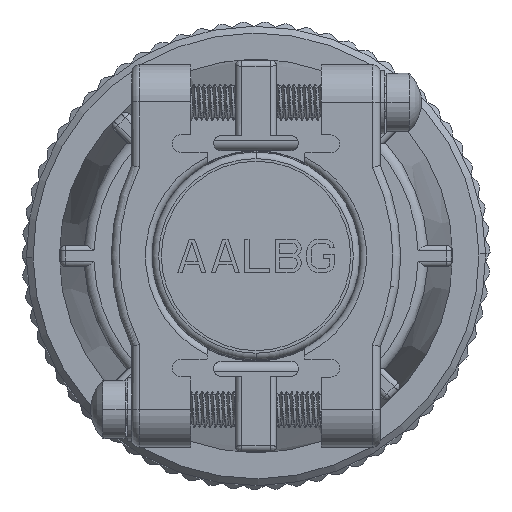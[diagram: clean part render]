
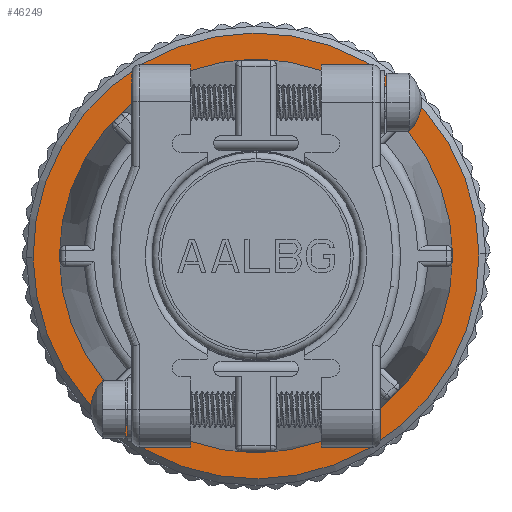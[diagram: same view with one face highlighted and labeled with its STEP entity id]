
A CAD part, front view. The second image highlights one B-rep face of the part: STEP entity #46249.
In plain terms, the highlighted planar face has unit normal (0, -1, 0).
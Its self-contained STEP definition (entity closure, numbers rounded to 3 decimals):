
#2235=CARTESIAN_POINT('',(0.,7.03,0.));
#2236=DIRECTION('',(0.,-1.,0.));
#2237=DIRECTION('',(1.,0.,0.009));
#2238=AXIS2_PLACEMENT_3D('',#2235,#2236,#2237);
#2240=CARTESIAN_POINT('',(0.,7.03,0.));
#2241=DIRECTION('',(0.,1.,0.));
#2242=DIRECTION('',(1.,0.,0.009));
#2243=AXIS2_PLACEMENT_3D('',#2240,#2241,#2242);
#2245=CARTESIAN_POINT('',(0.,7.03,0.));
#2246=DIRECTION('',(0.,1.,0.));
#2247=DIRECTION('',(1.,0.,0.009));
#2248=AXIS2_PLACEMENT_3D('',#2245,#2246,#2247);
#2371=CARTESIAN_POINT('',(0.,7.03,0.));
#2372=DIRECTION('',(0.,-1.,0.));
#2373=DIRECTION('',(1.,0.,0.009));
#2374=AXIS2_PLACEMENT_3D('',#2371,#2372,#2373);
#42954=CARTESIAN_POINT('',(20.869,7.03,0.185));
#42955=CARTESIAN_POINT('',(-20.869,7.03,-0.185));
#42956=VERTEX_POINT('',#42954);
#42957=VERTEX_POINT('',#42955);
#43646=CARTESIAN_POINT('',(25.314,7.03,0.225));
#43647=VERTEX_POINT('',#43646);
#43652=CARTESIAN_POINT('',(-25.314,7.03,-0.225));
#43653=VERTEX_POINT('',#43652);
#46234=CARTESIAN_POINT('',(0.,7.03,0.));
#46235=DIRECTION('',(0.,1.,0.));
#46236=DIRECTION('',(-1.,0.,-0.009));
#46237=AXIS2_PLACEMENT_3D('',#46234,#46235,#46236);
#46238=PLANE('846',#46237);
#46239=ORIENTED_EDGE('3953',*,*,#46199,.F.);
#46240=ORIENTED_EDGE('3950',*,*,#46222,.T.);
#46241=EDGE_LOOP('846',(#46239,#46240));
#46242=FACE_OUTER_BOUND('846',#46241,.F.);
#46244=ORIENTED_EDGE('3438',*,*,#46243,.F.);
#46246=ORIENTED_EDGE('3440',*,*,#46245,.T.);
#46247=EDGE_LOOP('846',(#46244,#46246));
#46248=FACE_BOUND('846',#46247,.F.);
#2239=CIRCLE('3953',#2238,25.315);
#2244=CIRCLE('3950',#2243,25.315);
#2249=CIRCLE('3438',#2248,20.87);
#2375=CIRCLE('3440',#2374,20.87);
#46199=EDGE_CURVE('3953',#43647,#43653,#2239,.T.);
#46222=EDGE_CURVE('3950',#43647,#43653,#2244,.T.);
#46243=EDGE_CURVE('3438',#42956,#42957,#2249,.T.);
#46245=EDGE_CURVE('3440',#42956,#42957,#2375,.T.);
#46249=ADVANCED_FACE('846',(#46242,#46248),#46238,.F.);
